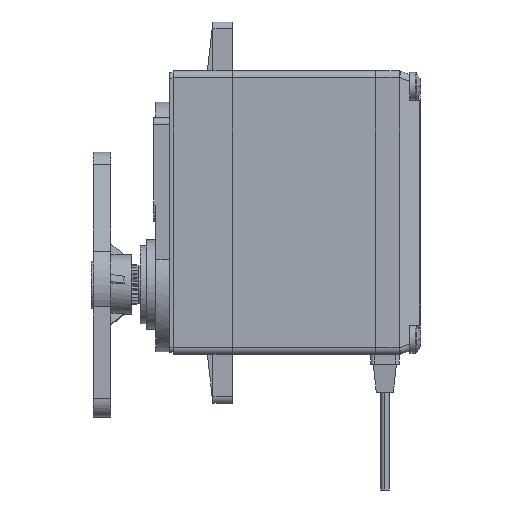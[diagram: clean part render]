
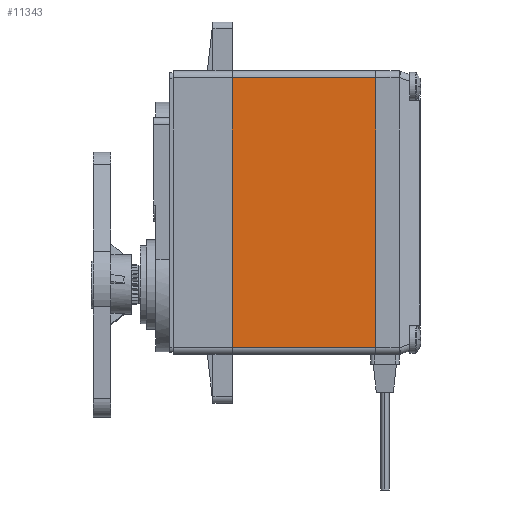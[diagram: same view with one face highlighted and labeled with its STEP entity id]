
A CAD part, left-side view. The second image highlights one B-rep face of the part: STEP entity #11343.
In plain terms, the highlighted planar face has unit normal (-1, 0, 0).
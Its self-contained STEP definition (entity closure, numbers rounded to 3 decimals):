
#1857 = CARTESIAN_POINT ( 'NONE',  ( -9.9, 10.25, -19.3 ) ) ;
#2040 = PLANE ( 'NONE',  #11859 ) ;
#2286 = LINE ( 'NONE', #11916, #13158 ) ;
#2594 = CARTESIAN_POINT ( 'NONE',  ( -9.9, -10.25, 19.3 ) ) ;
#3157 = VECTOR ( 'NONE', #17430, 1000. ) ;
#3533 = CARTESIAN_POINT ( 'NONE',  ( -9.9, 10.25, 19.3 ) ) ;
#3534 = DIRECTION ( 'NONE',  ( 0., 0., -1. ) ) ;
#4658 = DIRECTION ( 'NONE',  ( 0., 0., 1. ) ) ;
#5637 = CARTESIAN_POINT ( 'NONE',  ( -9.9, 10.25, -19.3 ) ) ;
#6061 = LINE ( 'NONE', #14621, #3157 ) ;
#6265 = DIRECTION ( 'NONE',  ( 0., 0., 1. ) ) ;
#6759 = VERTEX_POINT ( 'NONE', #14716 ) ;
#7047 = EDGE_LOOP ( 'NONE', ( #9435, #14728, #9508, #16224 ) ) ;
#7539 = EDGE_CURVE ( 'NONE', #6759, #12133, #2286, .T. ) ;
#8200 = VECTOR ( 'NONE', #6265, 1000. ) ;
#9342 = EDGE_CURVE ( 'NONE', #12133, #15098, #6061, .T. ) ;
#9435 = ORIENTED_EDGE ( 'NONE', *, *, #14526, .F. ) ;
#9508 = ORIENTED_EDGE ( 'NONE', *, *, #7539, .T. ) ;
#10440 = FACE_OUTER_BOUND ( 'NONE', #7047, .T. ) ;
#10606 = CARTESIAN_POINT ( 'NONE',  ( -9.9, 10.25, -20.3 ) ) ;
#10642 = LINE ( 'NONE', #10606, #8200 ) ;
#10889 = LINE ( 'NONE', #5637, #17102 ) ;
#11073 = EDGE_CURVE ( 'NONE', #14950, #6759, #10889, .T. ) ;
#11343 = ADVANCED_FACE ( 'NONE', ( #10440 ), #2040, .F. ) ;
#11859 = AXIS2_PLACEMENT_3D ( 'NONE', #13527, #12156, #3534 ) ;
#11916 = CARTESIAN_POINT ( 'NONE',  ( -9.9, -10.25, -20.3 ) ) ;
#12133 = VERTEX_POINT ( 'NONE', #2594 ) ;
#12156 = DIRECTION ( 'NONE',  ( 1., 0., 0. ) ) ;
#12775 = DIRECTION ( 'NONE',  ( 0., -1., 0. ) ) ;
#13158 = VECTOR ( 'NONE', #4658, 1000. ) ;
#13527 = CARTESIAN_POINT ( 'NONE',  ( -9.9, 10.25, -20.3 ) ) ;
#14526 = EDGE_CURVE ( 'NONE', #14950, #15098, #10642, .T. ) ;
#14621 = CARTESIAN_POINT ( 'NONE',  ( -9.9, 10.25, 19.3 ) ) ;
#14716 = CARTESIAN_POINT ( 'NONE',  ( -9.9, -10.25, -19.3 ) ) ;
#14728 = ORIENTED_EDGE ( 'NONE', *, *, #11073, .T. ) ;
#14950 = VERTEX_POINT ( 'NONE', #1857 ) ;
#15098 = VERTEX_POINT ( 'NONE', #3533 ) ;
#16224 = ORIENTED_EDGE ( 'NONE', *, *, #9342, .T. ) ;
#17102 = VECTOR ( 'NONE', #12775, 1000. ) ;
#17430 = DIRECTION ( 'NONE',  ( 0., 1., 0. ) ) ;
